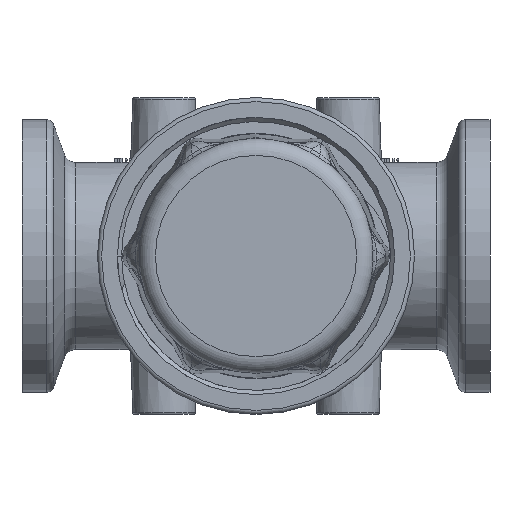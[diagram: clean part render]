
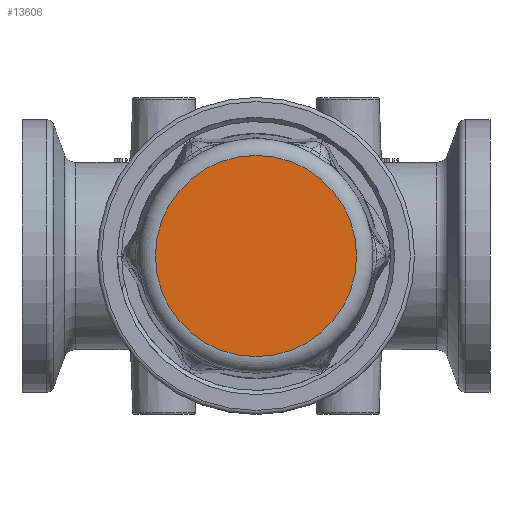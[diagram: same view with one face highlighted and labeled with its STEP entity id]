
A CAD part, front view. The second image highlights one B-rep face of the part: STEP entity #13606.
In plain terms, the highlighted planar face has unit normal (0, -1, 0).
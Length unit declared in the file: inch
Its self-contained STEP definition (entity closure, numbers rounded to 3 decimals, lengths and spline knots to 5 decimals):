
#833=PLANE('',#14840);
#1677=FACE_OUTER_BOUND('',#2532,.T.);
#2532=EDGE_LOOP('',(#12714,#12715));
#3721=CIRCLE('',#14703,0.75216);
#3730=CIRCLE('',#14712,0.75216);
#6307=VERTEX_POINT('',#29324);
#6308=VERTEX_POINT('',#29325);
#8226=EDGE_CURVE('',#6307,#6308,#3721,.T.);
#8250=EDGE_CURVE('',#6308,#6307,#3730,.T.);
#12714=ORIENTED_EDGE('',*,*,#8226,.F.);
#12715=ORIENTED_EDGE('',*,*,#8250,.F.);
#13606=ADVANCED_FACE('',(#1677),#833,.T.);
#14703=AXIS2_PLACEMENT_3D('',#29326,#17531,#17532);
#14712=AXIS2_PLACEMENT_3D('',#29426,#17549,#17550);
#14840=AXIS2_PLACEMENT_3D('',#34239,#17808,#17809);
#17531=DIRECTION('center_axis',(0.,1.,0.));
#17532=DIRECTION('ref_axis',(-1.,0.,0.));
#17549=DIRECTION('center_axis',(0.,1.,0.));
#17550=DIRECTION('ref_axis',(-1.,0.,0.));
#17808=DIRECTION('center_axis',(0.,-1.,0.));
#17809=DIRECTION('ref_axis',(0.,0.,-1.));
#29324=CARTESIAN_POINT('',(0.75216,-2.825,0.));
#29325=CARTESIAN_POINT('',(0.,-2.825,0.75216));
#29326=CARTESIAN_POINT('Origin',(0.,-2.825,0.));
#29426=CARTESIAN_POINT('Origin',(0.,-2.825,0.));
#34239=CARTESIAN_POINT('Origin',(0.4375,-2.825,0.));
